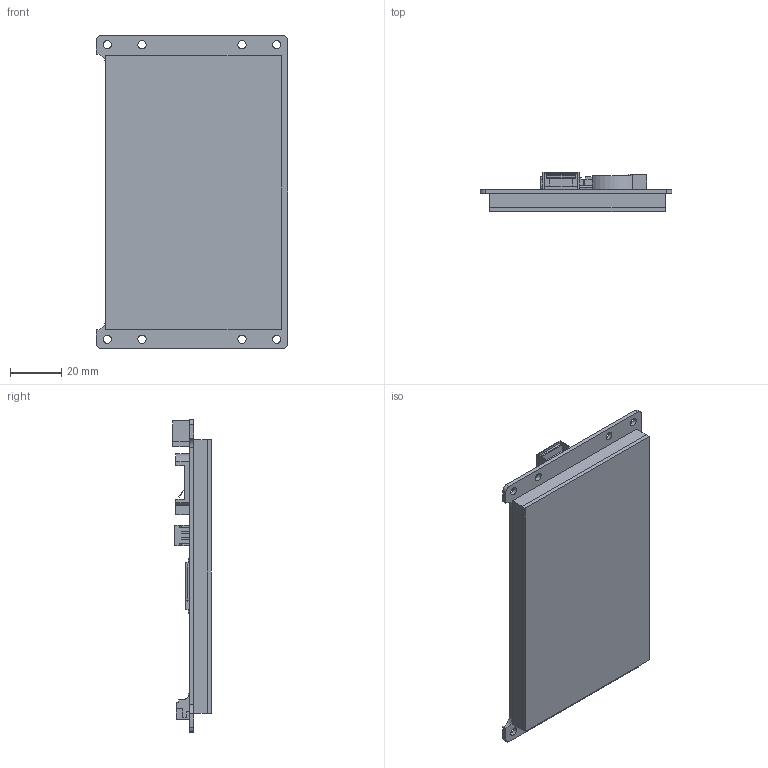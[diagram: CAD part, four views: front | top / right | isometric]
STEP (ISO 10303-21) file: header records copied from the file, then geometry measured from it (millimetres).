
FILE_DESCRIPTION(/* description */ (''),/* implementation_level */ '2;1');
FILE_NAME(/* name */ 'P48272V43I_T30.stp',/* time_stamp */ '2021-08-27T10:39:58-03:00',/* author */ ('Reservaa'),/* organization */ (''),/* preprocessor_version */ 'ST-DEVELOPER v18.1',/* originating_system */ 'Autodesk Inventor 2022',/* authorisation */ '');
FILE_SCHEMA (('AUTOMOTIVE_DESIGN { 1 0 10303 214 3 1 1 }'));
Length unit declared in the file: millimetre
Products named in the file (13): P48272V43I_T30 Rev1; Placa; Tela; Vidro da tela; core 18,3x12,3; TQFP 64 14x14mm 0_8mm pitch; CI06; 60488; 60488_01; 60488_02; 60488_03; USB connector menor; Componente de Audio TERMINAR
Assembly tree (12 placements, depth 3):
  P48272V43I_T30 Rev1
    Placa
    Tela
    Vidro da tela
    core 18,3x12,3
    TQFP 64 14x14mm 0_8mm pitch
    CI06
    60488
      60488_01
      60488_02
      60488_03
    USB connector menor
    Componente de Audio TERMINAR
Bounding box: 74.7 x 15.1 x 121.9 mm (x, y, z)
Volume: 63900.3 mm3; surface area: 54969.5 mm2
Topology: 11 solids, 11 shells, 1867 faces, 4999 edges, 3164 vertices
Faces by surface type: plane 1502, cylinder 361, bspline 4
Full cylindrical faces by diameter (mm): 0.7 x1, 3.2 x8
Entity records: 59653 total; most frequent: CARTESIAN_POINT 10393, ORIENTED_EDGE 9998, DIRECTION 9539, EDGE_CURVE 4999, LINE 4219, VECTOR 4219, VERTEX_POINT 3164, AXIS2_PLACEMENT_3D 2660
